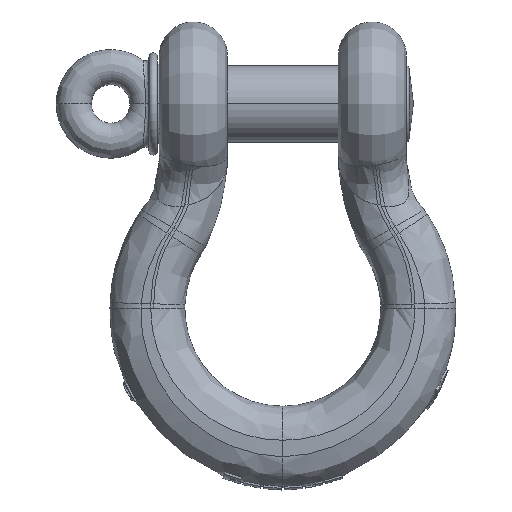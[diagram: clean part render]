
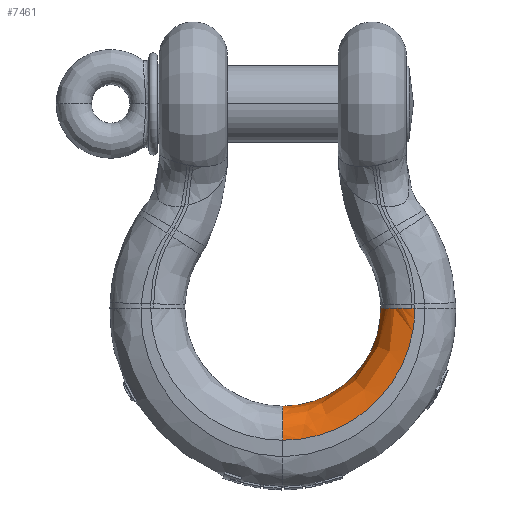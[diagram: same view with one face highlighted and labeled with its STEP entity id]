
A CAD part, top view. The second image highlights one B-rep face of the part: STEP entity #7461.
In plain terms, the highlighted free-form (B-spline) face has degree [3, 3] with [6, 7] control points.
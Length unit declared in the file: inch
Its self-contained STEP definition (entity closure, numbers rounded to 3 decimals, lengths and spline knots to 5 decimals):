
#1986=CARTESIAN_POINT('',(3.87504,-6.,1.02132));
#2003=CARTESIAN_POINT('',(0.,-9.875,1.03882));
#2004=CARTESIAN_POINT('',(0.1353,-9.875,
1.03843));
#2005=CARTESIAN_POINT('',(0.4059,-9.8608,
1.03765));
#2006=CARTESIAN_POINT('',(0.80693,-9.7973,
1.03648));
#2007=CARTESIAN_POINT('',(1.19983,-9.69202,1.03532));
#2008=CARTESIAN_POINT('',(1.57888,-9.5465,1.03415));
#2009=CARTESIAN_POINT('',(1.94105,-9.362,1.03298));
#2010=CARTESIAN_POINT('',(2.28192,-9.1406,1.03182));
#2011=CARTESIAN_POINT('',(2.59747,-8.8851,1.03065));
#2012=CARTESIAN_POINT('',(2.8851,-8.59747,1.02948));
#2013=CARTESIAN_POINT('',(3.1406,-8.28192,1.02832));
#2014=CARTESIAN_POINT('',(3.362,-7.94105,1.02715));
#2015=CARTESIAN_POINT('',(3.5465,-7.57888,1.02598));
#2016=CARTESIAN_POINT('',(3.69202,-7.19983,1.02482));
#2017=CARTESIAN_POINT('',(3.79731,-6.80693,1.02365));
#2018=CARTESIAN_POINT('',(3.86078,-6.4059,1.02248));
#2019=CARTESIAN_POINT('',(3.87504,-6.1353,1.02171));
#2020=CARTESIAN_POINT('',(3.87504,-6.,1.02132));
#2032=CARTESIAN_POINT('',(3.87504,-6.,1.02132));
#2033=CARTESIAN_POINT('',(3.86529,-6.,1.02132));
#2034=CARTESIAN_POINT('',(3.84578,-6.00043,1.02103));
#2035=CARTESIAN_POINT('',(3.81618,-6.00179,1.01971));
#2036=CARTESIAN_POINT('',(3.79635,-5.99983,1.01821));
#2037=CARTESIAN_POINT('',(3.78636,-6.,1.01731));
#2049=CARTESIAN_POINT('',(0.,-9.875,1.03882));
#2050=CARTESIAN_POINT('',(0.,-9.82739,
1.03882));
#2051=CARTESIAN_POINT('',(0.,-9.73221,
1.03186));
#2052=CARTESIAN_POINT('',(0.,-9.59234,
1.00133));
#2053=CARTESIAN_POINT('',(0.,-9.45817,
0.95149));
#2054=CARTESIAN_POINT('',(0.,-9.33256,
0.88299));
#2055=CARTESIAN_POINT('',(0.,-9.2181,
0.79699));
#2056=CARTESIAN_POINT('',(0.,-9.11682,
0.69572));
#2057=CARTESIAN_POINT('',(0.,-9.03082,
0.58125));
#2058=CARTESIAN_POINT('',(0.,-8.96233,
0.45564));
#2059=CARTESIAN_POINT('',(0.,-8.91248,
0.32147));
#2060=CARTESIAN_POINT('',(0.,-8.88195,
0.18161));
#2061=CARTESIAN_POINT('',(0.,-8.875,0.08642));
#2062=CARTESIAN_POINT('',(0.,-8.875,0.03882));
#2064=CARTESIAN_POINT('',(0.,-8.875,0.03882));
#2065=CARTESIAN_POINT('',(0.10752,-8.875,0.0384));
#2066=CARTESIAN_POINT('',(0.32257,-8.86292,
0.03757));
#2067=CARTESIAN_POINT('',(0.64109,-8.8088,
0.03632));
#2068=CARTESIAN_POINT('',(0.95155,-8.71936,
0.03507));
#2069=CARTESIAN_POINT('',(1.25004,-8.59573,
0.03382));
#2070=CARTESIAN_POINT('',(1.5328,-8.43944,
0.03257));
#2071=CARTESIAN_POINT('',(1.7963,-8.25249,
0.03132));
#2072=CARTESIAN_POINT('',(2.0372,-8.0372,
0.03007));
#2073=CARTESIAN_POINT('',(2.25249,-7.7963,
0.02882));
#2074=CARTESIAN_POINT('',(2.43944,-7.5328,
0.02757));
#2075=CARTESIAN_POINT('',(2.59573,-7.25004,
0.02632));
#2076=CARTESIAN_POINT('',(2.71936,-6.95155,
0.02507));
#2077=CARTESIAN_POINT('',(2.8088,-6.64109,
0.02382));
#2078=CARTESIAN_POINT('',(2.86292,-6.32257,
0.02257));
#2079=CARTESIAN_POINT('',(2.875,-6.10752,
0.02173));
#2080=CARTESIAN_POINT('',(2.875,-6.,0.02132));
#2082=CARTESIAN_POINT('',(2.875,-6.,0.02132));
#2083=CARTESIAN_POINT('',(2.875,-6.,
0.14481));
#2084=CARTESIAN_POINT('',(2.92148,-6.,
0.39184));
#2085=CARTESIAN_POINT('',(3.12033,-6.,
0.71168));
#2086=CARTESIAN_POINT('',(3.42136,-6.,
0.9385));
#2087=CARTESIAN_POINT('',(3.66336,-6.,1.00622));
#2088=CARTESIAN_POINT('',(3.78636,-6.,1.01731));
#4246=VERTEX_POINT('',#1986);
#4250=VERTEX_POINT('',#2082);
#4251=VERTEX_POINT('',#2088);
#4325=VERTEX_POINT('',#2064);
#4396=VERTEX_POINT('',#2049);
#7408=CARTESIAN_POINT('',(-0.04515,-8.87468,
0.03088));
#7409=CARTESIAN_POINT('',(0.33867,-8.88071,
0.0294));
#7410=CARTESIAN_POINT('',(1.10856,-8.73695,
0.02642));
#7411=CARTESIAN_POINT('',(2.08806,-8.08805,
0.02196));
#7412=CARTESIAN_POINT('',(2.73695,-7.10856,
0.0175));
#7413=CARTESIAN_POINT('',(2.88071,-6.33866,
0.01452));
#7414=CARTESIAN_POINT('',(2.87468,-5.95484,
0.01304));
#7415=CARTESIAN_POINT('',(-0.04513,-8.87321,
0.20812));
#7416=CARTESIAN_POINT('',(0.33849,-8.87923,
0.20663));
#7417=CARTESIAN_POINT('',(1.10799,-8.73555,
0.20365));
#7418=CARTESIAN_POINT('',(2.08699,-8.08699,
0.19919));
#7419=CARTESIAN_POINT('',(2.73555,-7.10799,
0.19473));
#7420=CARTESIAN_POINT('',(2.87923,-6.33849,
0.19176));
#7421=CARTESIAN_POINT('',(2.87321,-5.95487,
0.19027));
#7422=CARTESIAN_POINT('',(-0.04659,-8.96614,
0.56035));
#7423=CARTESIAN_POINT('',(0.34944,-8.97236,
0.55886));
#7424=CARTESIAN_POINT('',(1.14383,-8.82403,
0.55589));
#7425=CARTESIAN_POINT('',(2.15449,-8.15449,
0.55143));
#7426=CARTESIAN_POINT('',(2.82403,-7.14383,
0.54696));
#7427=CARTESIAN_POINT('',(2.97236,-6.34944,
0.54399));
#7428=CARTESIAN_POINT('',(2.96614,-5.95341,
0.5425));
#7429=CARTESIAN_POINT('',(-0.05267,-9.35323,
0.94749));
#7430=CARTESIAN_POINT('',(0.39504,-9.36026,
0.946));
#7431=CARTESIAN_POINT('',(1.2931,-9.19257,
0.94302));
#7432=CARTESIAN_POINT('',(2.43565,-8.43565,
0.93856));
#7433=CARTESIAN_POINT('',(3.19258,-7.2931,
0.9341));
#7434=CARTESIAN_POINT('',(3.36026,-6.39504,
0.93113));
#7435=CARTESIAN_POINT('',(3.35323,-5.94733,
0.92964));
#7436=CARTESIAN_POINT('',(-0.0582,-9.70542,
1.04043));
#7437=CARTESIAN_POINT('',(0.43654,-9.71319,
1.03894));
#7438=CARTESIAN_POINT('',(1.42892,-9.52789,1.03597));
#7439=CARTESIAN_POINT('',(2.69147,-8.69147,1.0315));
#7440=CARTESIAN_POINT('',(3.52789,-7.42891,1.02704));
#7441=CARTESIAN_POINT('',(3.71319,-6.43653,1.02407));
#7442=CARTESIAN_POINT('',(3.70542,-5.9418,1.02258));
#7443=CARTESIAN_POINT('',(-0.06099,-9.88263,
1.03896));
#7444=CARTESIAN_POINT('',(0.45741,-9.89077,
1.03747));
#7445=CARTESIAN_POINT('',(1.49725,-9.69661,1.03449));
#7446=CARTESIAN_POINT('',(2.82019,-8.82019,1.03003));
#7447=CARTESIAN_POINT('',(3.69661,-7.49725,1.02557));
#7448=CARTESIAN_POINT('',(3.89077,-6.45741,1.0226));
#7449=CARTESIAN_POINT('',(3.88263,-5.93901,1.02111));
#7450=B_SPLINE_SURFACE_WITH_KNOTS('',3,3,((#7408,#7409,#7410,#7411,#7412,#7413,
#7414),(#7415,#7416,#7417,#7418,#7419,#7420,#7421),(#7422,#7423,#7424,#7425,
#7426,#7427,#7428),(#7429,#7430,#7431,#7432,#7433,#7434,#7435),(#7436,#7437,
#7438,#7439,#7440,#7441,#7442),(#7443,#7444,#7445,#7446,#7447,#7448,#7449)),
.UNSPECIFIED.,.F.,.F.,.F.,(4,1,1,4),(4,1,1,1,4),(-0.00516,
0.33333,0.66667,1.00516),(-0.01,
0.245,0.5,0.755,1.01),
.UNSPECIFIED.);
#7452=ORIENTED_EDGE('',*,*,#7451,.T.);
#7453=ORIENTED_EDGE('',*,*,#7398,.F.);
#7454=ORIENTED_EDGE('',*,*,#7349,.F.);
#7456=ORIENTED_EDGE('',*,*,#7455,.T.);
#7458=ORIENTED_EDGE('',*,*,#7457,.T.);
#7459=EDGE_LOOP('',(#7452,#7453,#7454,#7456,#7458));
#7460=FACE_OUTER_BOUND('',#7459,.F.);
#7461=ADVANCED_FACE('',(#7460),#7450,.T.);
#2021=B_SPLINE_CURVE_WITH_KNOTS('',3,(#2003,#2004,#2005,#2006,#2007,#2008,#2009,
#2010,#2011,#2012,#2013,#2014,#2015,#2016,#2017,#2018,#2019,#2020),
.UNSPECIFIED.,.F.,.F.,(4,1,1,1,1,1,1,1,1,1,1,1,1,1,1,4),(0.,0.06667,
0.13333,0.2,0.26667,0.33333,0.4,
0.46667,0.53333,0.6,0.66667,0.73333,
0.8,0.86667,0.93333,1.),.UNSPECIFIED.);
#2038=B_SPLINE_CURVE_WITH_KNOTS('',3,(#2032,#2033,#2034,#2035,#2036,#2037),
.UNSPECIFIED.,.F.,.F.,(4,1,1,4),(0.,0.33333,0.66667,1.),
.UNSPECIFIED.);
#2063=B_SPLINE_CURVE_WITH_KNOTS('',3,(#2049,#2050,#2051,#2052,#2053,#2054,#2055,
#2056,#2057,#2058,#2059,#2060,#2061,#2062),.UNSPECIFIED.,.F.,.F.,(4,1,1,1,1,1,1,
1,1,1,1,4),(0.,0.09091,0.18182,0.27273,
0.36364,0.45455,0.54545,0.63636,
0.72727,0.81818,0.90909,1.),.UNSPECIFIED.);
#2081=B_SPLINE_CURVE_WITH_KNOTS('',3,(#2064,#2065,#2066,#2067,#2068,#2069,#2070,
#2071,#2072,#2073,#2074,#2075,#2076,#2077,#2078,#2079,#2080),.UNSPECIFIED.,.F.,
.F.,(4,1,1,1,1,1,1,1,1,1,1,1,1,1,4),(0.,0.07143,0.14286,
0.21429,0.28571,0.35714,0.42857,0.5,
0.57143,0.64286,0.71429,0.78571,
0.85714,0.92857,1.),.UNSPECIFIED.);
#2089=B_SPLINE_CURVE_WITH_KNOTS('',3,(#2082,#2083,#2084,#2085,#2086,#2087,
#2088),.UNSPECIFIED.,.F.,.F.,(4,1,1,1,4),(0.,0.25,0.5,0.75,1.),
.UNSPECIFIED.);
#7349=EDGE_CURVE('',#4396,#4246,#2021,.T.);
#7398=EDGE_CURVE('',#4246,#4251,#2038,.T.);
#7451=EDGE_CURVE('',#4250,#4251,#2089,.T.);
#7455=EDGE_CURVE('',#4396,#4325,#2063,.T.);
#7457=EDGE_CURVE('',#4325,#4250,#2081,.T.);
